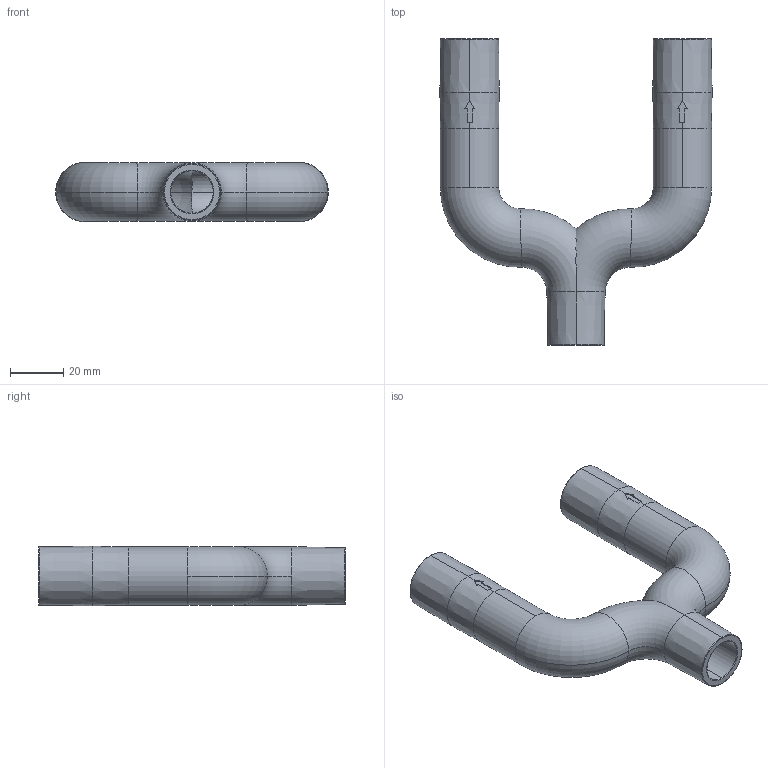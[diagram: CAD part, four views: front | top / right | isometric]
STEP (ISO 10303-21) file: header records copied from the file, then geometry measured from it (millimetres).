
FILE_DESCRIPTION (( 'STEP AP203' ), '1' );
FILE_NAME ('Inspiratory_splitter_BQ-2018.STEP', '2020-04-26T22:09:59', ( '' ), ( '' ), 'SwSTEP 2.0', 'SolidWorks 2018', '' );
FILE_SCHEMA (( 'CONFIG_CONTROL_DESIGN' ));
Length unit declared in the file: millimetre
Products named in the file (2): Inspiratory_splitter_BQ-2018
Bounding box: 102.5 x 115.14 x 22.5 mm (x, y, z)
Volume: 44368.7 mm3; surface area: 30738.2 mm2
Topology: 1 solids, 1 shells, 249 faces, 654 edges, 396 vertices
Faces by surface type: cylinder 102, torus 64, plane 49, cone 30, sphere 4
Entity records: 8293 total; most frequent: CARTESIAN_POINT 1951, DIRECTION 1392, ORIENTED_EDGE 1284, EDGE_CURVE 642, AXIS2_PLACEMENT_3D 591, VERTEX_POINT 392, CIRCLE 340, EDGE_LOOP 270
